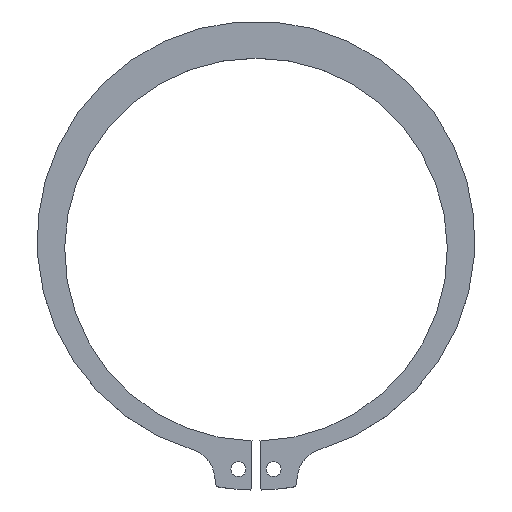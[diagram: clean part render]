
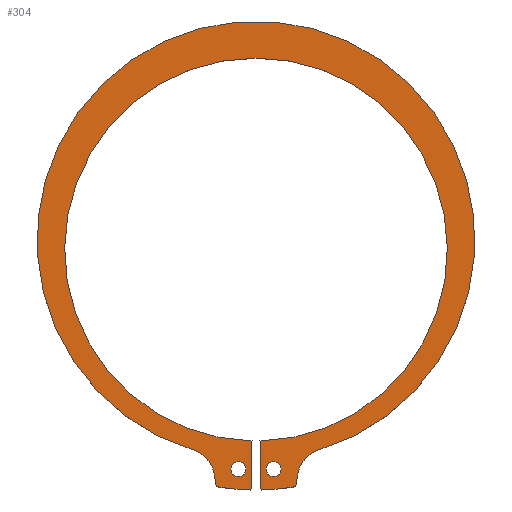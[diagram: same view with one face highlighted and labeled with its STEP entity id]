
A CAD part, top view. The second image highlights one B-rep face of the part: STEP entity #304.
In plain terms, the highlighted planar face has unit normal (0, 0, 1).
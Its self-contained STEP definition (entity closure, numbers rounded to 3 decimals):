
#17=FACE_BOUND('',#59,.T.);
#18=FACE_BOUND('',#60,.T.);
#24=PLANE('',#360);
#40=FACE_OUTER_BOUND('',#58,.T.);
#58=EDGE_LOOP('',(#265,#266,#267,#268,#269,#270,#271,#272,#273,#274,#275,
#276));
#59=EDGE_LOOP('',(#277));
#60=EDGE_LOOP('',(#278));
#67=LINE('',#490,#89);
#72=LINE('',#508,#94);
#76=LINE('',#523,#98);
#81=LINE('',#540,#103);
#89=VECTOR('',#395,10.);
#94=VECTOR('',#414,10.);
#98=VECTOR('',#432,10.);
#103=VECTOR('',#451,10.);
#105=CIRCLE('',#326,1.5);
#107=CIRCLE('',#329,1.5);
#110=CIRCLE('',#333,43.759);
#112=CIRCLE('',#336,38.25);
#113=CIRCLE('',#339,48.05);
#115=CIRCLE('',#342,0.75);
#117=CIRCLE('',#346,6.1);
#119=CIRCLE('',#349,6.1);
#121=CIRCLE('',#353,0.75);
#123=CIRCLE('',#356,48.05);
#125=VERTEX_POINT('',#459);
#127=VERTEX_POINT('',#465);
#131=VERTEX_POINT('',#474);
#132=VERTEX_POINT('',#476);
#135=VERTEX_POINT('',#483);
#136=VERTEX_POINT('',#485);
#137=VERTEX_POINT('',#489);
#139=VERTEX_POINT('',#495);
#141=VERTEX_POINT('',#501);
#143=VERTEX_POINT('',#507);
#145=VERTEX_POINT('',#516);
#147=VERTEX_POINT('',#522);
#149=VERTEX_POINT('',#528);
#151=VERTEX_POINT('',#534);
#153=EDGE_CURVE('',#125,#125,#105,.T.);
#156=EDGE_CURVE('',#127,#127,#107,.T.);
#161=EDGE_CURVE('',#132,#131,#110,.T.);
#165=EDGE_CURVE('',#136,#135,#112,.T.);
#167=EDGE_CURVE('',#137,#136,#67,.T.);
#170=EDGE_CURVE('',#139,#137,#113,.T.);
#173=EDGE_CURVE('',#141,#139,#115,.T.);
#176=EDGE_CURVE('',#143,#141,#72,.T.);
#179=EDGE_CURVE('',#131,#143,#117,.T.);
#181=EDGE_CURVE('',#145,#132,#119,.T.);
#184=EDGE_CURVE('',#147,#145,#76,.T.);
#187=EDGE_CURVE('',#149,#147,#121,.T.);
#190=EDGE_CURVE('',#151,#149,#123,.T.);
#193=EDGE_CURVE('',#135,#151,#81,.T.);
#265=ORIENTED_EDGE('',*,*,#165,.T.);
#266=ORIENTED_EDGE('',*,*,#193,.T.);
#267=ORIENTED_EDGE('',*,*,#190,.T.);
#268=ORIENTED_EDGE('',*,*,#187,.T.);
#269=ORIENTED_EDGE('',*,*,#184,.T.);
#270=ORIENTED_EDGE('',*,*,#181,.T.);
#271=ORIENTED_EDGE('',*,*,#161,.T.);
#272=ORIENTED_EDGE('',*,*,#179,.T.);
#273=ORIENTED_EDGE('',*,*,#176,.T.);
#274=ORIENTED_EDGE('',*,*,#173,.T.);
#275=ORIENTED_EDGE('',*,*,#170,.T.);
#276=ORIENTED_EDGE('',*,*,#167,.T.);
#277=ORIENTED_EDGE('',*,*,#153,.F.);
#278=ORIENTED_EDGE('',*,*,#156,.F.);
#304=ADVANCED_FACE('',(#40,#17,#18),#24,.T.);
#326=AXIS2_PLACEMENT_3D('',#460,#365,#366);
#329=AXIS2_PLACEMENT_3D('',#466,#372,#373);
#333=AXIS2_PLACEMENT_3D('',#477,#382,#383);
#336=AXIS2_PLACEMENT_3D('',#486,#390,#391);
#339=AXIS2_PLACEMENT_3D('',#496,#400,#401);
#342=AXIS2_PLACEMENT_3D('',#502,#407,#408);
#346=AXIS2_PLACEMENT_3D('',#513,#419,#420);
#349=AXIS2_PLACEMENT_3D('',#517,#425,#426);
#353=AXIS2_PLACEMENT_3D('',#529,#437,#438);
#356=AXIS2_PLACEMENT_3D('',#535,#444,#445);
#360=AXIS2_PLACEMENT_3D('',#543,#455,#456);
#365=DIRECTION('center_axis',(0.,0.,1.));
#366=DIRECTION('ref_axis',(1.,0.,0.));
#372=DIRECTION('center_axis',(0.,0.,1.));
#373=DIRECTION('ref_axis',(1.,0.,0.));
#382=DIRECTION('center_axis',(0.,0.,1.));
#383=DIRECTION('ref_axis',(-0.288,-0.958,0.));
#390=DIRECTION('center_axis',(0.,0.,-1.));
#391=DIRECTION('ref_axis',(0.021,-1.,0.));
#395=DIRECTION('',(0.021,1.,0.));
#400=DIRECTION('center_axis',(0.,0.,1.));
#401=DIRECTION('ref_axis',(-0.021,-1.,0.));
#407=DIRECTION('center_axis',(0.,0.,1.));
#408=DIRECTION('ref_axis',(-0.155,-0.988,0.));
#414=DIRECTION('',(0.131,-0.991,0.));
#419=DIRECTION('center_axis',(0.,0.,-1.));
#420=DIRECTION('ref_axis',(0.991,0.131,0.));
#425=DIRECTION('center_axis',(0.,0.,-1.));
#426=DIRECTION('ref_axis',(-0.288,0.958,0.));
#432=DIRECTION('',(0.131,0.991,0.));
#437=DIRECTION('center_axis',(0.,0.,1.));
#438=DIRECTION('ref_axis',(0.991,-0.131,0.));
#444=DIRECTION('center_axis',(0.,0.,1.));
#445=DIRECTION('ref_axis',(0.155,-0.988,0.));
#451=DIRECTION('',(0.021,-1.,0.));
#455=DIRECTION('center_axis',(0.,0.,1.));
#456=DIRECTION('ref_axis',(1.,0.,0.));
#459=CARTESIAN_POINT('',(-2.,-43.886,0.));
#460=CARTESIAN_POINT('Origin',(-3.5,-43.886,0.));
#465=CARTESIAN_POINT('',(5.,-43.886,0.));
#466=CARTESIAN_POINT('Origin',(3.5,-43.886,0.));
#474=CARTESIAN_POINT('',(-12.588,-40.018,0.));
#476=CARTESIAN_POINT('',(12.588,-40.018,0.));
#477=CARTESIAN_POINT('Origin',(0.,1.891,0.));
#483=CARTESIAN_POINT('',(0.796,-38.242,0.));
#485=CARTESIAN_POINT('',(-0.796,-38.242,0.));
#486=CARTESIAN_POINT('Origin',(0.,0.,
0.));
#489=CARTESIAN_POINT('',(-1.,-48.04,0.));
#490=CARTESIAN_POINT('',(-1.,-48.04,0.));
#495=CARTESIAN_POINT('',(-7.435,-47.471,0.));
#496=CARTESIAN_POINT('Origin',(0.,0.,
0.));
#501=CARTESIAN_POINT('',(-8.063,-46.828,0.));
#502=CARTESIAN_POINT('Origin',(-7.319,-46.73,0.));
#507=CARTESIAN_POINT('',(-8.295,-45.063,0.));
#508=CARTESIAN_POINT('',(-8.295,-45.063,0.));
#513=CARTESIAN_POINT('Origin',(-14.343,-45.859,0.));
#516=CARTESIAN_POINT('',(8.295,-45.063,0.));
#517=CARTESIAN_POINT('Origin',(14.343,-45.859,0.));
#522=CARTESIAN_POINT('',(8.063,-46.828,0.));
#523=CARTESIAN_POINT('',(8.063,-46.828,0.));
#528=CARTESIAN_POINT('',(7.435,-47.471,0.));
#529=CARTESIAN_POINT('Origin',(7.319,-46.73,0.));
#534=CARTESIAN_POINT('',(1.,-48.04,0.));
#535=CARTESIAN_POINT('Origin',(0.,0.,
0.));
#540=CARTESIAN_POINT('',(0.796,-38.242,0.));
#543=CARTESIAN_POINT('Origin',(0.,-48.041,0.));
